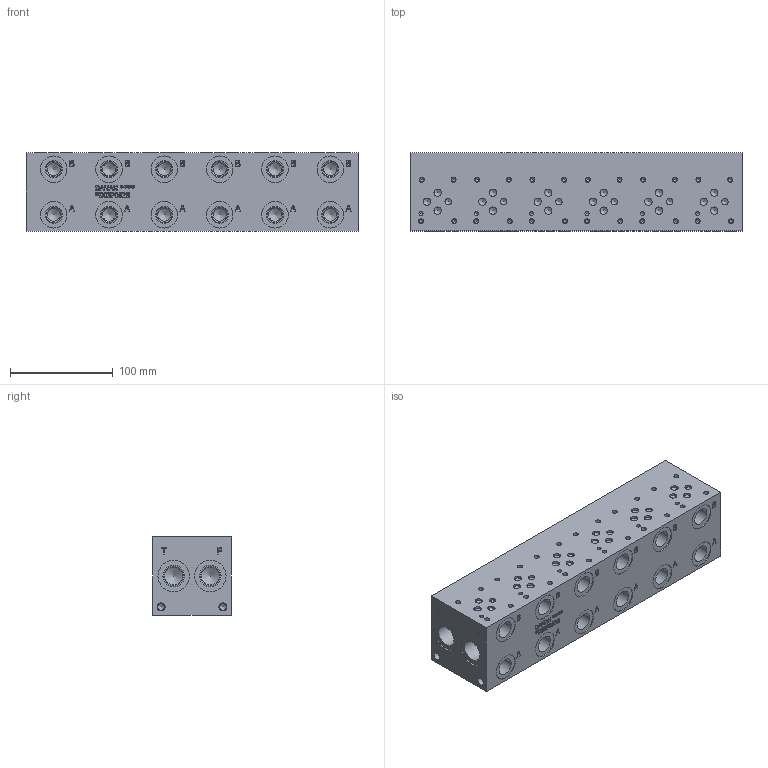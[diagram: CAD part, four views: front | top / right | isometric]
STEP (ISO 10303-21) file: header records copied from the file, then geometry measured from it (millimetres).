
FILE_DESCRIPTION(/* description */ (''),/* implementation_level */ '2;1');
FILE_NAME(/* name */ '_D03P062B.stp',/* time_stamp */ '2022-01-11T15:20:45-05:00',/* author */ ('jrf'),/* organization */ (''),/* preprocessor_version */ 'ST-DEVELOPER v18.1',/* originating_system */ 'Autodesk Inventor 2022',/* authorisation */ '');
FILE_SCHEMA (('AUTOMOTIVE_DESIGN { 1 0 10303 214 3 1 1 }'));
Length unit declared in the file: millimetre
Products named in the file (1): Part_AD03P062B_3D
Bounding box: 323.85 x 76.2 x 76.2 mm (x, y, z)
Volume: 1776741.4 mm3; surface area: 140060.2 mm2
Topology: 1 solids, 1 shells, 920 faces, 2276 edges, 1482 vertices
Faces by surface type: plane 469, bspline 211, cylinder 150, cone 90
Full cylindrical faces by diameter (mm): 3.785 x24, 3.962 x6, 4.826 x24, 6.35 x6, 6.528 x4, 7.137 x18, 7.925 x4, 12.7 x12, 15.062 x12, 16.764 x12, 17.475 x4, 18.923 x4, 21.057 x4, 25.933 x12, 30.683 x4
Entity records: 28338 total; most frequent: CARTESIAN_POINT 7348, ORIENTED_EDGE 4404, DIRECTION 3500, EDGE_CURVE 2202, VERTEX_POINT 1482, LINE 1480, VECTOR 1480, EDGE_LOOP 1118
